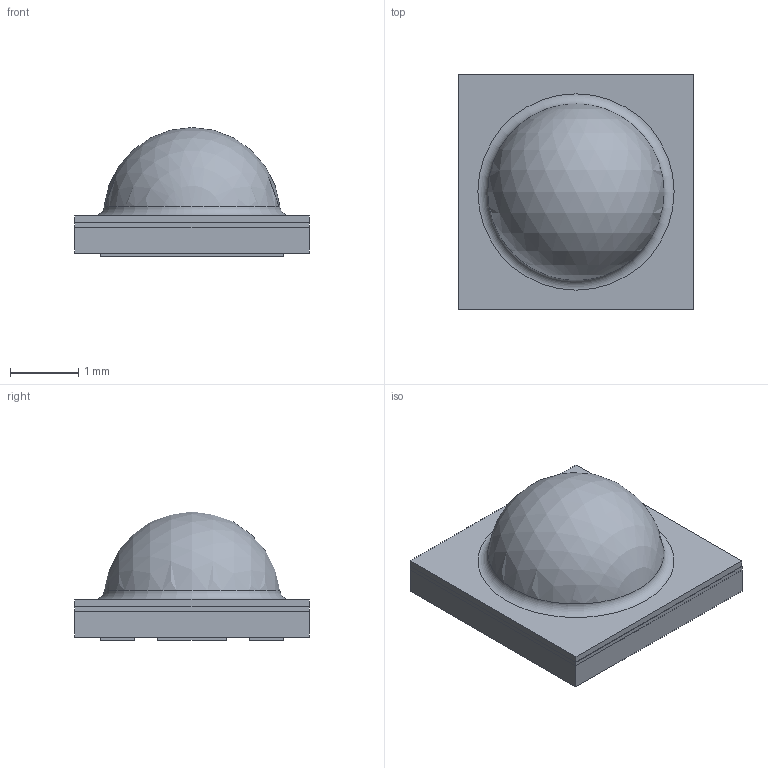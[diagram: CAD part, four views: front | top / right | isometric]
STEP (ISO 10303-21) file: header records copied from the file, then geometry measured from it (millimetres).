
FILE_DESCRIPTION (( 'STEP AP214' ), '1' );
FILE_NAME ('DWG-002694 SST-10-IR-B130_080918_DF.STEP', '2018-08-10T23:08:30', ( '' ), ( '' ), 'SwSTEP 2.0', 'SolidWorks 2017', '' );
FILE_SCHEMA (( 'AUTOMOTIVE_DESIGN' ));
Length unit declared in the file: millimetre
Products named in the file (1): DWG-002694 SST-10-IR-B130_080918_DF
Bounding box: 3.45 x 3.45 x 1.9 mm (x, y, z)
Volume: 11.9 mm3; surface area: 120.4 mm2
Topology: 22 solids, 22 shells, 333 faces, 837 edges, 550 vertices
Faces by surface type: plane 245, cylinder 65, torus 16, cone 6, sphere 1
Full cylindrical faces by diameter (mm): 0.025 x6, 0.068 x8
Entity records: 13783 total; most frequent: CARTESIAN_POINT 1925, DIRECTION 1595, ORIENTED_EDGE 1590, EDGE_CURVE 795, LINE 639, VECTOR 639, VERTEX_POINT 544, AXIS2_PLACEMENT_3D 478
